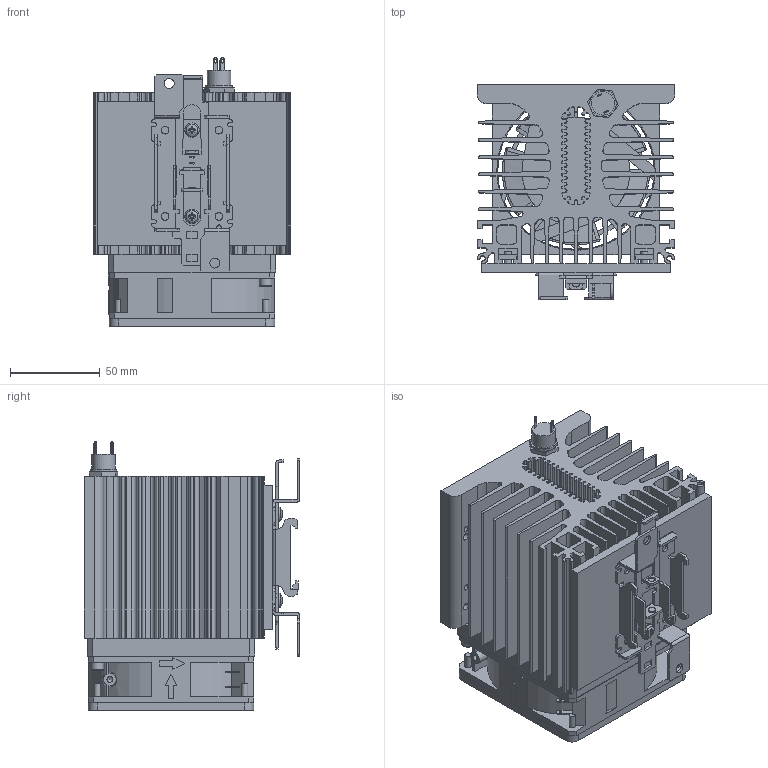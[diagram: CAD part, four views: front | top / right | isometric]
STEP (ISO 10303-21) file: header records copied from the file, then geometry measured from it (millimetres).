
FILE_DESCRIPTION(/* description */ (''),/* implementation_level */ '2;1');
FILE_NAME(/* name */ '3d_HSBXH44.stp',/* time_stamp */ '2023-12-22T08:28:23+01:00',/* author */ ('FUMAGALLI'),/* organization */ (''),/* preprocessor_version */ 'ST-DEVELOPER v16.1',/* originating_system */ 'Autodesk Inventor 2016',/* authorisation */ '');
FILE_SCHEMA (('AUTOMOTIVE_DESIGN { 1 0 10303 214 3 1 1 }'));
Products named in the file (1): 3d_HSBXH4
Bounding box: 110 x 120 x 149.45 mm (x, y, z)
Volume: 639932.5 mm3; surface area: 296211 mm2
Topology: 2 solids, 14 shells, 1477 faces, 4284 edges, 2804 vertices
Faces by surface type: plane 833, cylinder 545, cone 53, bspline 23, torus 21, sphere 2
Full cylindrical faces by diameter (mm): 1 x2, 2.3 x4, 3.242 x15, 3.5 x3, 3.621 x2, 4 x19, 4.134 x4, 4.3 x6, 4.4 x2, 4.917 x1, 5.5 x2, 7 x3, 8 x3, 13 x1, 14.8 x1, 60 x2, 88 x1
Entity records: 51392 total; most frequent: CARTESIAN_POINT 10835, ORIENTED_EDGE 8256, DIRECTION 8232, EDGE_CURVE 4128, AXIS2_PLACEMENT_3D 2826, VERTEX_POINT 2752, LINE 2580, VECTOR 2580
